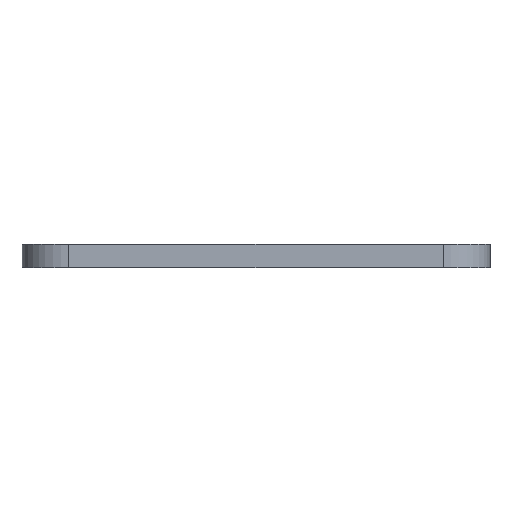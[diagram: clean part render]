
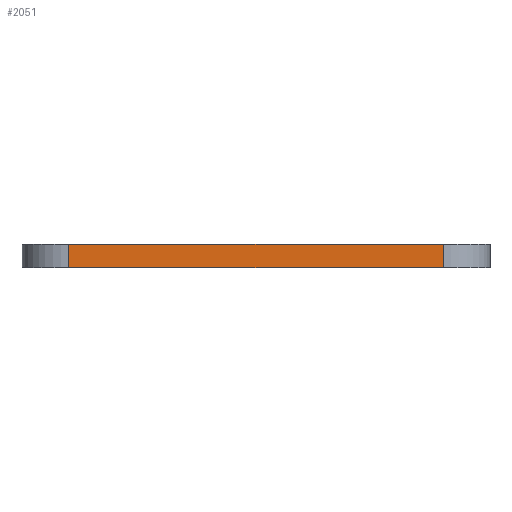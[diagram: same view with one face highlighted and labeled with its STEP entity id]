
A CAD part, front view. The second image highlights one B-rep face of the part: STEP entity #2051.
In plain terms, the highlighted planar face has unit normal (0, -1, 0).
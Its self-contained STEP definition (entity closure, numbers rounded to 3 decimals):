
#187=PLANE('',#2113);
#294=FACE_OUTER_BOUND('',#410,.T.);
#410=EDGE_LOOP('',(#1848,#1849,#1850,#1851));
#449=LINE('',#3030,#613);
#573=LINE('',#3967,#737);
#574=LINE('',#3970,#738);
#575=LINE('',#3971,#739);
#613=VECTOR('',#2167,10.);
#737=VECTOR('',#2361,10.);
#738=VECTOR('',#2364,10.);
#739=VECTOR('',#2365,10.);
#859=VERTEX_POINT('',#3027);
#860=VERTEX_POINT('',#3029);
#998=VERTEX_POINT('',#3965);
#999=VERTEX_POINT('',#3969);
#1091=EDGE_CURVE('',#860,#859,#449,.T.);
#1298=EDGE_CURVE('',#859,#998,#573,.T.);
#1299=EDGE_CURVE('',#999,#998,#574,.T.);
#1300=EDGE_CURVE('',#860,#999,#575,.T.);
#1848=ORIENTED_EDGE('',*,*,#1091,.T.);
#1849=ORIENTED_EDGE('',*,*,#1298,.T.);
#1850=ORIENTED_EDGE('',*,*,#1299,.F.);
#1851=ORIENTED_EDGE('',*,*,#1300,.F.);
#2051=ADVANCED_FACE('',(#294),#187,.T.);
#2113=AXIS2_PLACEMENT_3D('',#3968,#2362,#2363);
#2167=DIRECTION('',(-1.,0.,0.));
#2361=DIRECTION('',(0.,0.,-1.));
#2362=DIRECTION('center_axis',(0.,-1.,0.));
#2363=DIRECTION('ref_axis',(-1.,0.,0.));
#2364=DIRECTION('',(-1.,0.,0.));
#2365=DIRECTION('',(0.,0.,-1.));
#3027=CARTESIAN_POINT('',(182.,-201.,0.));
#3029=CARTESIAN_POINT('',(198.,-201.,0.));
#3030=CARTESIAN_POINT('',(198.,-201.,0.));
#3965=CARTESIAN_POINT('',(182.,-201.,-1.));
#3967=CARTESIAN_POINT('',(182.,-201.,0.));
#3968=CARTESIAN_POINT('Origin',(198.,-201.,0.));
#3969=CARTESIAN_POINT('',(198.,-201.,-1.));
#3970=CARTESIAN_POINT('',(198.,-201.,-1.));
#3971=CARTESIAN_POINT('',(198.,-201.,0.));
